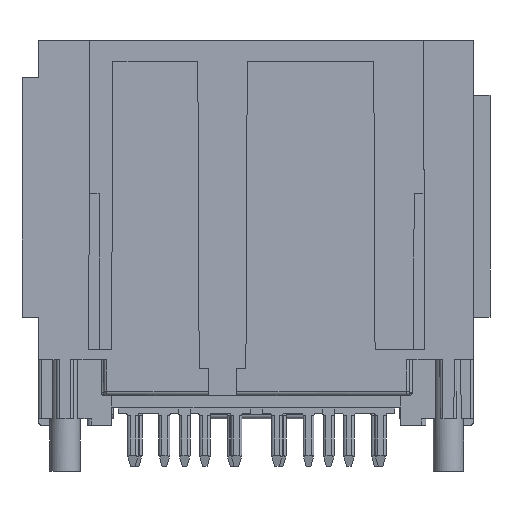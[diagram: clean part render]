
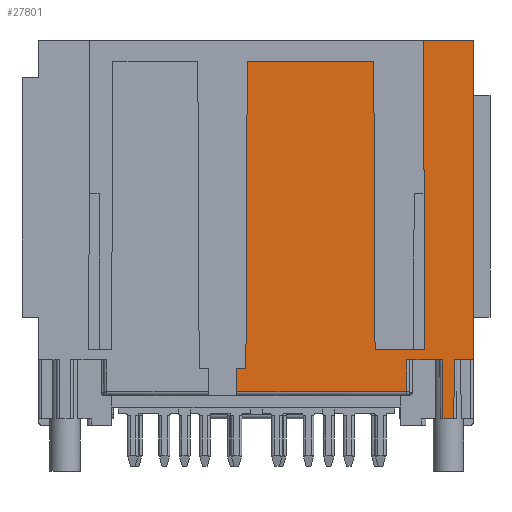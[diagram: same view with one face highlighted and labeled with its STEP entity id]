
A CAD part, front view. The second image highlights one B-rep face of the part: STEP entity #27801.
In plain terms, the highlighted planar face has unit normal (0, -1, 0.004).
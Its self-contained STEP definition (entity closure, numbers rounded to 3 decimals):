
#1104=CARTESIAN_POINT('',(113.944,32.464,-20.601));
#1111=DIRECTION('',(1.,0.,0.));
#1112=VECTOR('',#1111,3.625);
#1113=CARTESIAN_POINT('',(110.319,32.464,-20.6));
#1114=LINE('',#1113,#1112);
#1115=DIRECTION('',(1.,0.,0.));
#1116=VECTOR('',#1115,0.8);
#1117=CARTESIAN_POINT('',(115.266,32.442,-25.65));
#1118=LINE('',#1117,#1116);
#1119=DIRECTION('',(0.004,-0.004,-1.));
#1120=VECTOR('',#1119,4.3);
#1121=CARTESIAN_POINT('',(115.247,32.461,-21.35));
#1122=LINE('',#1121,#1120);
#1123=DIRECTION('',(1.,0.,0.));
#1124=VECTOR('',#1123,2.619);
#1125=CARTESIAN_POINT('',(112.628,32.461,-21.35));
#1126=LINE('',#1125,#1124);
#1127=DIRECTION('',(0.004,0.004,1.));
#1128=VECTOR('',#1127,2.314);
#1129=CARTESIAN_POINT('',(112.618,32.45,-23.664));
#1130=LINE('',#1129,#1128);
#1131=DIRECTION('',(-0.004,-0.004,-1.));
#1132=VECTOR('',#1131,22.367);
#1133=CARTESIAN_POINT('',(101.007,32.555,0.4));
#1134=LINE('',#1133,#1132);
#1135=DIRECTION('',(-1.,0.,0.));
#1136=VECTOR('',#1135,9.22);
#1137=CARTESIAN_POINT('',(110.227,32.555,0.4));
#1138=LINE('',#1137,#1136);
#1139=DIRECTION('',(-0.004,0.004,1.));
#1140=VECTOR('',#1139,21.);
#1141=CARTESIAN_POINT('',(110.319,32.464,-20.6));
#1142=LINE('',#1141,#1140);
#1143=DIRECTION('',(0.004,-0.004,-1.));
#1144=VECTOR('',#1143,22.501);
#1145=CARTESIAN_POINT('',(113.846,32.562,1.9));
#1146=LINE('',#1145,#1144);
#1147=DIRECTION('',(-1.,0.,0.));
#1148=VECTOR('',#1147,3.65);
#1149=CARTESIAN_POINT('',(117.496,32.562,1.9));
#1150=LINE('',#1149,#1148);
#1151=DIRECTION('',(0.004,0.004,1.));
#1152=VECTOR('',#1151,4.3);
#1153=CARTESIAN_POINT('',(116.066,32.442,-25.65));
#1154=LINE('',#1153,#1152);
#1285=DIRECTION('',(0.,-0.004,-1.));
#1286=VECTOR('',#1285,23.25);
#1287=CARTESIAN_POINT('',(117.496,32.562,1.9));
#1288=LINE('',#1287,#1286);
#1372=DIRECTION('',(-1.,0.,0.));
#1373=VECTOR('',#1372,1.411);
#1374=CARTESIAN_POINT('',(117.496,32.461,-21.35));
#1375=LINE('',#1374,#1373);
#15303=DIRECTION('',(-1.,0.,0.));
#15304=VECTOR('',#15303,12.371);
#15305=CARTESIAN_POINT('',(112.618,32.45,
-23.664));
#15306=LINE('',#15305,#15304);
#15319=DIRECTION('',(-0.004,0.004,1.));
#15320=VECTOR('',#15319,1.697);
#15321=CARTESIAN_POINT('',(100.247,32.45,
-23.664));
#15322=LINE('',#15321,#15320);
#15333=DIRECTION('',(1.,0.,0.));
#15334=VECTOR('',#15333,0.67);
#15335=CARTESIAN_POINT('',(100.24,32.458,
-21.966));
#15336=LINE('',#15335,#15334);
#21386=CARTESIAN_POINT('',(100.24,32.458,
-21.966));
#21387=CARTESIAN_POINT('',(100.909,32.458,
-21.966));
#21388=VERTEX_POINT('',#21386);
#21389=VERTEX_POINT('',#21387);
#21670=VERTEX_POINT('',#1104);
#21671=CARTESIAN_POINT('',(113.846,32.562,1.9));
#21672=VERTEX_POINT('',#21671);
#21995=CARTESIAN_POINT('',(117.496,32.562,1.9));
#21996=VERTEX_POINT('',#21995);
#22052=CARTESIAN_POINT('',(110.227,32.555,
0.4));
#22053=CARTESIAN_POINT('',(101.007,32.555,
0.4));
#22054=VERTEX_POINT('',#22052);
#22055=VERTEX_POINT('',#22053);
#22444=CARTESIAN_POINT('',(117.496,32.461,-21.35));
#22445=VERTEX_POINT('',#22444);
#22592=CARTESIAN_POINT('',(110.319,32.464,
-20.6));
#22593=VERTEX_POINT('',#22592);
#23184=CARTESIAN_POINT('',(115.247,32.461,-21.35));
#23185=CARTESIAN_POINT('',(115.266,32.442,-25.65));
#23186=VERTEX_POINT('',#23184);
#23187=VERTEX_POINT('',#23185);
#23191=CARTESIAN_POINT('',(112.628,32.461,-21.35));
#23192=VERTEX_POINT('',#23191);
#23228=CARTESIAN_POINT('',(116.066,32.442,-25.65));
#23229=VERTEX_POINT('',#23228);
#23230=CARTESIAN_POINT('',(116.085,32.461,-21.35));
#23231=VERTEX_POINT('',#23230);
#23232=CARTESIAN_POINT('',(100.247,32.45,
-23.664));
#23233=VERTEX_POINT('',#23232);
#23234=CARTESIAN_POINT('',(112.618,32.45,
-23.664));
#23235=VERTEX_POINT('',#23234);
#27765=CARTESIAN_POINT('',(117.927,32.439,
-26.339));
#27766=DIRECTION('',(0.,-1.,0.004));
#27767=DIRECTION('',(0.,0.004,1.));
#27768=AXIS2_PLACEMENT_3D('',#27765,#27766,#27767);
#27769=PLANE('',#27768);
#27771=ORIENTED_EDGE('',*,*,#27770,.F.);
#27773=ORIENTED_EDGE('',*,*,#27772,.F.);
#27775=ORIENTED_EDGE('',*,*,#27774,.F.);
#27777=ORIENTED_EDGE('',*,*,#27776,.F.);
#27779=ORIENTED_EDGE('',*,*,#27778,.T.);
#27781=ORIENTED_EDGE('',*,*,#27780,.T.);
#27783=ORIENTED_EDGE('',*,*,#27782,.T.);
#27785=ORIENTED_EDGE('',*,*,#27784,.F.);
#27787=ORIENTED_EDGE('',*,*,#27786,.F.);
#27789=ORIENTED_EDGE('',*,*,#27788,.F.);
#27790=ORIENTED_EDGE('',*,*,#27753,.T.);
#27791=ORIENTED_EDGE('',*,*,#27742,.F.);
#27792=ORIENTED_EDGE('',*,*,#27655,.F.);
#27794=ORIENTED_EDGE('',*,*,#27793,.T.);
#27796=ORIENTED_EDGE('',*,*,#27795,.T.);
#27798=ORIENTED_EDGE('',*,*,#27797,.F.);
#27799=EDGE_LOOP('',(#27771,#27773,#27775,#27777,#27779,#27781,#27783,#27785,
#27787,#27789,#27790,#27791,#27792,#27794,#27796,#27798));
#27800=FACE_OUTER_BOUND('',#27799,.F.);
#27801=ADVANCED_FACE('',(#27800),#27769,.T.);
#27655=EDGE_CURVE('',#21996,#21672,#1150,.T.);
#27742=EDGE_CURVE('',#21672,#21670,#1146,.T.);
#27753=EDGE_CURVE('',#22593,#21670,#1114,.T.);
#27770=EDGE_CURVE('',#23187,#23229,#1118,.T.);
#27772=EDGE_CURVE('',#23186,#23187,#1122,.T.);
#27774=EDGE_CURVE('',#23192,#23186,#1126,.T.);
#27776=EDGE_CURVE('',#23235,#23192,#1130,.T.);
#27778=EDGE_CURVE('',#23235,#23233,#15306,.T.);
#27780=EDGE_CURVE('',#23233,#21388,#15322,.T.);
#27782=EDGE_CURVE('',#21388,#21389,#15336,.T.);
#27784=EDGE_CURVE('',#22055,#21389,#1134,.T.);
#27786=EDGE_CURVE('',#22054,#22055,#1138,.T.);
#27788=EDGE_CURVE('',#22593,#22054,#1142,.T.);
#27793=EDGE_CURVE('',#21996,#22445,#1288,.T.);
#27795=EDGE_CURVE('',#22445,#23231,#1375,.T.);
#27797=EDGE_CURVE('',#23229,#23231,#1154,.T.);
